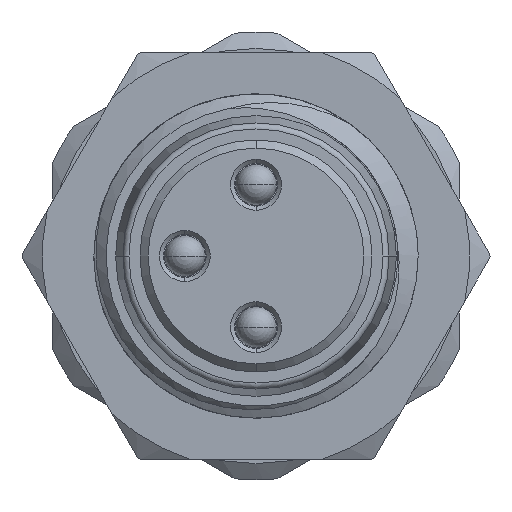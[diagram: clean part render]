
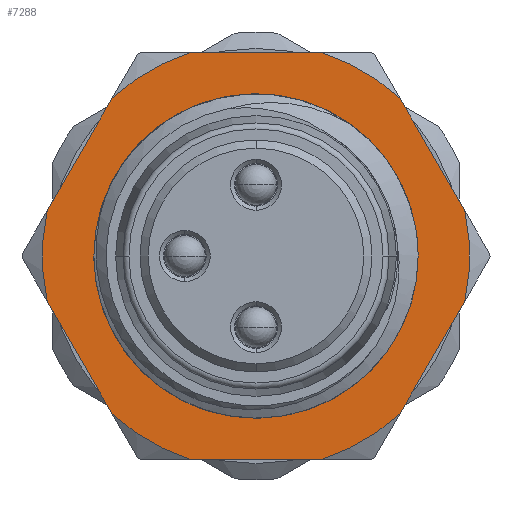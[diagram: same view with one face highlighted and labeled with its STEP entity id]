
A CAD part, left-side view. The second image highlights one B-rep face of the part: STEP entity #7288.
In plain terms, the highlighted planar face has unit normal (-1, 0, 0).
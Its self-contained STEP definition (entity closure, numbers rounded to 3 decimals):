
#1388=CARTESIAN_POINT('',(6.5,5.13,-1.114));
#1436=CARTESIAN_POINT('',(6.5,5.13,1.114));
#1516=CARTESIAN_POINT('',(6.5,-5.13,1.114));
#1564=CARTESIAN_POINT('',(6.5,-5.13,-1.114));
#1630=CARTESIAN_POINT('',(6.5,0.,0.));
#1631=DIRECTION('',(-1.,0.,0.));
#1632=DIRECTION('',(0.,0.977,0.212));
#1633=AXIS2_PLACEMENT_3D('',#1630,#1631,#1632);
#1645=CARTESIAN_POINT('',(6.5,0.,0.));
#1646=DIRECTION('',(-1.,0.,0.));
#1647=DIRECTION('',(0.,-0.977,-0.212));
#1648=AXIS2_PLACEMENT_3D('',#1645,#1646,#1647);
#1650=CARTESIAN_POINT('',(6.5,0.,0.));
#1651=DIRECTION('',(1.,0.,0.));
#1652=DIRECTION('',(0.,0.,1.));
#1653=AXIS2_PLACEMENT_3D('',#1650,#1651,#1652);
#1655=CARTESIAN_POINT('',(6.5,0.,0.));
#1656=DIRECTION('',(1.,0.,0.));
#1657=DIRECTION('',(0.,0.,-1.));
#1658=AXIS2_PLACEMENT_3D('',#1655,#1656,#1657);
#1660=DIRECTION('',(0.,-0.5,0.866));
#1661=VECTOR('',#1660,3.201);
#1662=CARTESIAN_POINT('',(6.5,5.13,1.114));
#1663=LINE('',#1662,#1661);
#1664=CARTESIAN_POINT('',(6.5,0.,0.));
#1665=DIRECTION('',(1.,0.,0.));
#1666=DIRECTION('',(0.,0.672,0.74));
#1667=AXIS2_PLACEMENT_3D('',#1664,#1665,#1666);
#1669=DIRECTION('',(0.,-1.,0.));
#1670=VECTOR('',#1669,3.201);
#1671=CARTESIAN_POINT('',(6.5,1.6,5.));
#1672=LINE('',#1671,#1670);
#1673=CARTESIAN_POINT('',(6.5,0.,0.));
#1674=DIRECTION('',(1.,0.,0.));
#1675=DIRECTION('',(0.,-0.305,0.952));
#1676=AXIS2_PLACEMENT_3D('',#1673,#1674,#1675);
#1678=DIRECTION('',(0.,-0.5,-0.866));
#1679=VECTOR('',#1678,3.201);
#1680=CARTESIAN_POINT('',(6.5,-3.53,3.886));
#1681=LINE('',#1680,#1679);
#1682=DIRECTION('',(0.,0.5,-0.866));
#1683=VECTOR('',#1682,3.201);
#1684=CARTESIAN_POINT('',(6.5,-5.13,-1.114));
#1685=LINE('',#1684,#1683);
#1686=CARTESIAN_POINT('',(6.5,0.,0.));
#1687=DIRECTION('',(1.,0.,0.));
#1688=DIRECTION('',(0.,-0.672,-0.74));
#1689=AXIS2_PLACEMENT_3D('',#1686,#1687,#1688);
#1691=DIRECTION('',(0.,1.,0.));
#1692=VECTOR('',#1691,3.201);
#1693=CARTESIAN_POINT('',(6.5,-1.6,-5.));
#1694=LINE('',#1693,#1692);
#1695=CARTESIAN_POINT('',(6.5,0.,0.));
#1696=DIRECTION('',(1.,0.,0.));
#1697=DIRECTION('',(0.,0.305,-0.952));
#1698=AXIS2_PLACEMENT_3D('',#1695,#1696,#1697);
#1700=DIRECTION('',(0.,0.5,0.866));
#1701=VECTOR('',#1700,3.201);
#1702=CARTESIAN_POINT('',(6.5,3.53,-3.886));
#1703=LINE('',#1702,#1701);
#3655=CARTESIAN_POINT('',(6.5,0.,3.55));
#3656=CARTESIAN_POINT('',(6.5,0.,-3.55));
#3657=VERTEX_POINT('',#3655);
#3658=VERTEX_POINT('',#3656);
#3753=CARTESIAN_POINT('',(6.5,3.53,3.886));
#3754=CARTESIAN_POINT('',(6.5,1.6,5.));
#3755=VERTEX_POINT('',#3753);
#3756=VERTEX_POINT('',#3754);
#3757=CARTESIAN_POINT('',(6.5,-1.6,5.));
#3758=CARTESIAN_POINT('',(6.5,-3.53,3.886));
#3759=VERTEX_POINT('',#3757);
#3760=VERTEX_POINT('',#3758);
#3761=CARTESIAN_POINT('',(6.5,-3.53,-3.886));
#3762=CARTESIAN_POINT('',(6.5,-1.6,-5.));
#3763=VERTEX_POINT('',#3761);
#3764=VERTEX_POINT('',#3762);
#3765=CARTESIAN_POINT('',(6.5,1.6,-5.));
#3766=CARTESIAN_POINT('',(6.5,3.53,-3.886));
#3767=VERTEX_POINT('',#3765);
#3768=VERTEX_POINT('',#3766);
#3789=VERTEX_POINT('',#1436);
#3803=VERTEX_POINT('',#1516);
#3809=VERTEX_POINT('',#1564);
#3823=VERTEX_POINT('',#1388);
#7263=CARTESIAN_POINT('',(6.5,0.,0.));
#7264=DIRECTION('',(1.,0.,0.));
#7265=DIRECTION('',(0.,0.,-1.));
#7266=AXIS2_PLACEMENT_3D('',#7263,#7264,#7265);
#7267=PLANE('',#7266);
#7268=ORIENTED_EDGE('',*,*,#7216,.F.);
#7269=ORIENTED_EDGE('',*,*,#7028,.T.);
#7270=ORIENTED_EDGE('',*,*,#7229,.T.);
#7271=ORIENTED_EDGE('',*,*,#7062,.T.);
#7272=ORIENTED_EDGE('',*,*,#7242,.T.);
#7273=ORIENTED_EDGE('',*,*,#7096,.T.);
#7274=ORIENTED_EDGE('',*,*,#7257,.F.);
#7275=ORIENTED_EDGE('',*,*,#7130,.T.);
#7276=ORIENTED_EDGE('',*,*,#7203,.T.);
#7277=ORIENTED_EDGE('',*,*,#7164,.T.);
#7278=ORIENTED_EDGE('',*,*,#7190,.T.);
#7279=ORIENTED_EDGE('',*,*,#6993,.T.);
#7280=EDGE_LOOP('',(#7268,#7269,#7270,#7271,#7272,#7273,#7274,#7275,#7276,#7277,
#7278,#7279));
#7281=FACE_OUTER_BOUND('',#7280,.F.);
#7283=ORIENTED_EDGE('',*,*,#7282,.F.);
#7285=ORIENTED_EDGE('',*,*,#7284,.F.);
#7286=EDGE_LOOP('',(#7283,#7285));
#7287=FACE_BOUND('',#7286,.F.);
#1634=CIRCLE('',#1633,5.25);
#1649=CIRCLE('',#1648,5.25);
#1654=CIRCLE('',#1653,3.55);
#1659=CIRCLE('',#1658,3.55);
#1668=CIRCLE('',#1667,5.25);
#1677=CIRCLE('',#1676,5.25);
#1690=CIRCLE('',#1689,5.25);
#1699=CIRCLE('',#1698,5.25);
#6993=EDGE_CURVE('',#3768,#3823,#1703,.T.);
#7028=EDGE_CURVE('',#3789,#3755,#1663,.T.);
#7062=EDGE_CURVE('',#3756,#3759,#1672,.T.);
#7096=EDGE_CURVE('',#3760,#3803,#1681,.T.);
#7130=EDGE_CURVE('',#3809,#3763,#1685,.T.);
#7164=EDGE_CURVE('',#3764,#3767,#1694,.T.);
#7190=EDGE_CURVE('',#3767,#3768,#1699,.T.);
#7203=EDGE_CURVE('',#3763,#3764,#1690,.T.);
#7216=EDGE_CURVE('',#3789,#3823,#1634,.T.);
#7229=EDGE_CURVE('',#3755,#3756,#1668,.T.);
#7242=EDGE_CURVE('',#3759,#3760,#1677,.T.);
#7257=EDGE_CURVE('',#3809,#3803,#1649,.T.);
#7282=EDGE_CURVE('',#3657,#3658,#1654,.T.);
#7284=EDGE_CURVE('',#3658,#3657,#1659,.T.);
#7288=ADVANCED_FACE('',(#7281,#7287),#7267,.F.);
